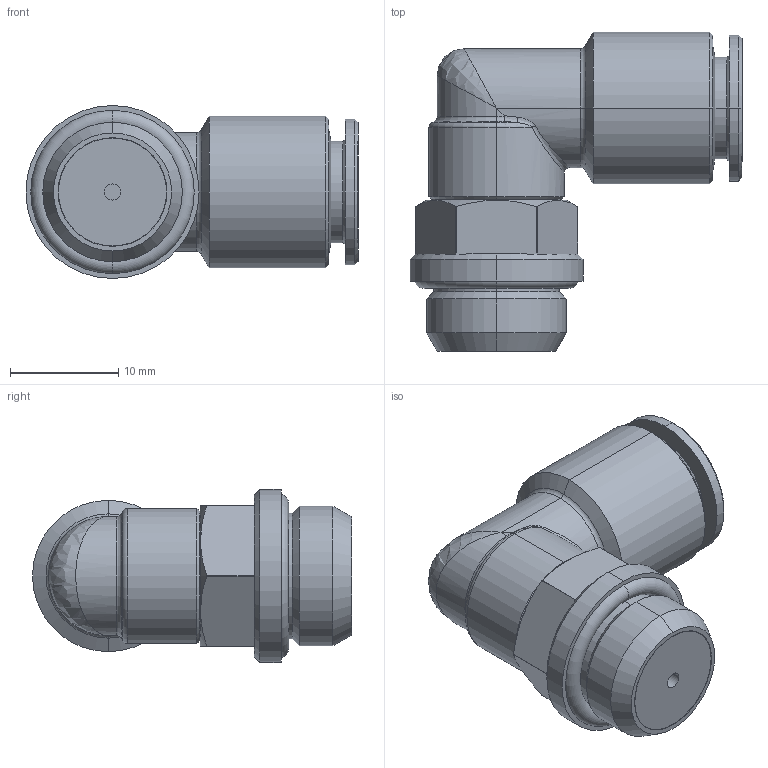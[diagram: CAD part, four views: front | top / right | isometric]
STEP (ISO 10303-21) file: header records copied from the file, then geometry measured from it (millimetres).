
FILE_DESCRIPTION(( 'MV.44.08.14-1.5.STEP' ), '1');
FILE_NAME( 'MV.44.08.14-1.5.STEP', '2018-10-05T11:52:53',( 'Sopra'),('sopra-pneumatic.com'), 'SwSTEP 2.0','SolidWorks 2009','' );
FILE_SCHEMA (( 'CONFIG_CONTROL_DESIGN' ));
Length unit declared in the file: millimetre
Products named in the file (1): 04340C42-15
Bounding box: 30.7 x 29.5 x 16 mm (x, y, z)
Volume: 5015.5 mm3; surface area: 2842.3 mm2
Topology: 1 solids, 1 shells, 98 faces, 208 edges, 118 vertices
Faces by surface type: cylinder 33, cone 27, plane 22, torus 10, bspline 6
Entity records: 3953 total; most frequent: CARTESIAN_POINT 1777, DIRECTION 476, ORIENTED_EDGE 412, EDGE_CURVE 206, AXIS2_PLACEMENT_3D 203, VERTEX_POINT 118, CIRCLE 110, EDGE_LOOP 106
